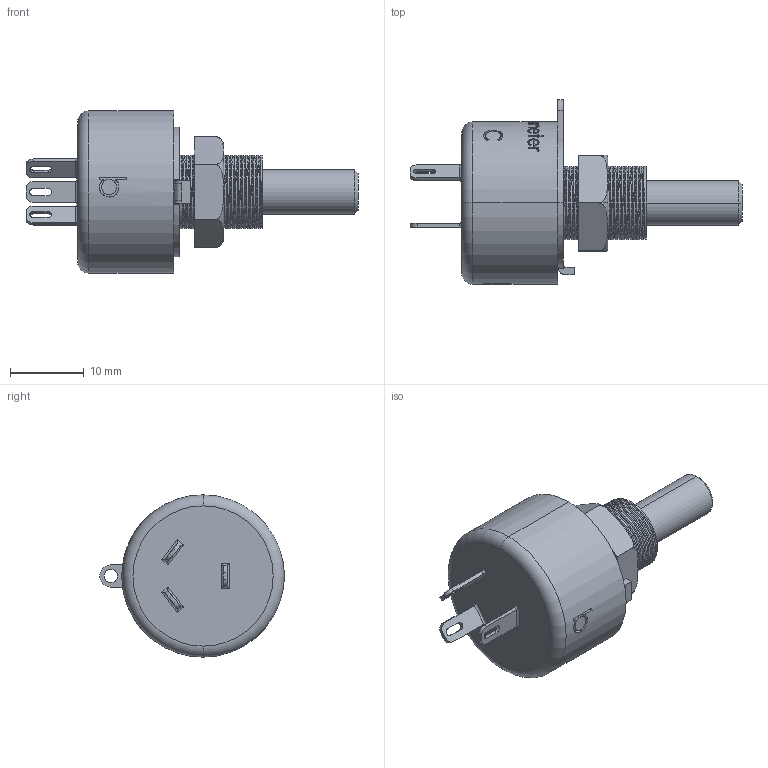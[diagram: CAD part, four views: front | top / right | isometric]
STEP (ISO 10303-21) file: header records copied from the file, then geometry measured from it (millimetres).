
FILE_DESCRIPTION (( 'STEP AP203' ), '1' );
FILE_NAME ('P30LLLFLR103MA Potentiometer.STEP', '2013-01-30T08:54:56', ( '' ), ( '' ), 'SwSTEP 2.0', 'SolidWorks 2012', '' );
FILE_SCHEMA (( 'CONFIG_CONTROL_DESIGN' ));
Length unit declared in the file: millimetre
Products named in the file (1): P30LLLFLR103MA Potentiometer
Bounding box: 45 x 25 x 22 mm (x, y, z)
Volume: 6644.6 mm3; surface area: 2704.9 mm2
Topology: 1 solids, 1 shells, 353 faces, 934 edges, 615 vertices
Faces by surface type: plane 132, bspline 119, cylinder 95, torus 5, cone 2
Entity records: 25559 total; most frequent: CARTESIAN_POINT 17869, ORIENTED_EDGE 1868, DIRECTION 1122, EDGE_CURVE 934, VERTEX_POINT 615, AXIS2_PLACEMENT_3D 400, EDGE_LOOP 393, B_SPLINE_CURVE_WITH_KNOTS 374
